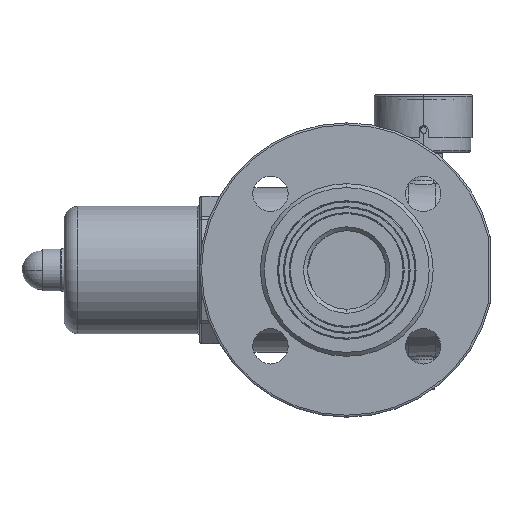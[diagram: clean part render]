
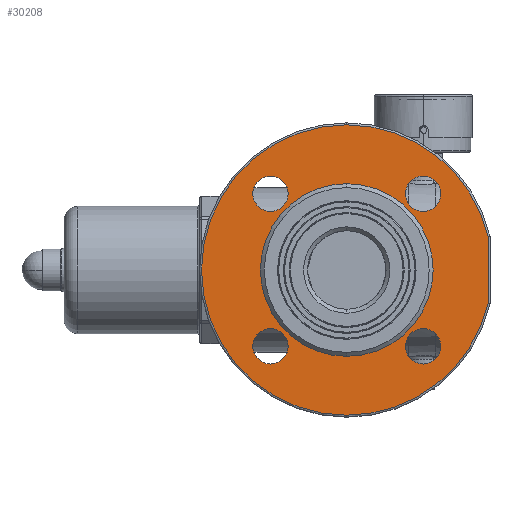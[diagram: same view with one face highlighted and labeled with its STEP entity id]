
A CAD part, left-side view. The second image highlights one B-rep face of the part: STEP entity #30208.
In plain terms, the highlighted planar face has unit normal (-1, 0, 0).
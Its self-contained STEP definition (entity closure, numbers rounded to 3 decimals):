
#1308 = DIRECTION ( 'NONE',  ( 0., 0., 1. ) ) ;
#1309 = DIRECTION ( 'NONE',  ( -1., 0., 0. ) ) ;
#1310 = CARTESIAN_POINT ( 'NONE',  ( -98., -38.891, -38.891 ) ) ;
#1311 = AXIS2_PLACEMENT_3D ( 'NONE', #1310, #1309, #1308 ) ;
#1315 = CIRCLE ( 'NONE', #1311, 9. ) ;
#3304 = CARTESIAN_POINT ( 'NONE',  ( -98., 0., -74. ) ) ;
#3868 = AXIS2_PLACEMENT_3D ( 'NONE', #3933, #3927, #3926 ) ;
#3889 = CIRCLE ( 'NONE', #3868, 74. ) ;
#3894 = CARTESIAN_POINT ( 'NONE',  ( -98., 0., 74. ) ) ;
#3926 = DIRECTION ( 'NONE',  ( 0., 0., 1. ) ) ;
#3927 = DIRECTION ( 'NONE',  ( -1., 0., 0. ) ) ;
#3928 = CARTESIAN_POINT ( 'NONE',  ( -98., 0., 44. ) ) ;
#3933 = CARTESIAN_POINT ( 'NONE',  ( -98., 0., 0. ) ) ;
#3951 = CARTESIAN_POINT ( 'NONE',  ( -98., 0., -44. ) ) ;
#26289 = EDGE_LOOP ( 'NONE', ( #30223, #30302 ) ) ;
#30203 = EDGE_CURVE ( 'NONE', #37025, #37016, #57715, .T. ) ;
#30204 = ORIENTED_EDGE ( 'NONE', *, *, #30229, .F. ) ;
#30208 = ADVANCED_FACE ( 'NONE', ( #57762, #57787, #57757, #57770, #57702, #57779 ), #57772, .F. ) ;
#30209 = ORIENTED_EDGE ( 'NONE', *, *, #63998, .F. ) ;
#30212 = EDGE_LOOP ( 'NONE', ( #30204, #30209 ) ) ;
#30223 = ORIENTED_EDGE ( 'NONE', *, *, #30297, .F. ) ;
#30229 = EDGE_CURVE ( 'NONE', #63621, #63709, #56949, .T. ) ;
#30274 = ORIENTED_EDGE ( 'NONE', *, *, #36571, .F. ) ;
#30275 = ORIENTED_EDGE ( 'NONE', *, *, #74253, .T. ) ;
#30279 = ORIENTED_EDGE ( 'NONE', *, *, #71194, .F. ) ;
#30282 = ORIENTED_EDGE ( 'NONE', *, *, #30284, .T. ) ;
#30284 = EDGE_CURVE ( 'NONE', #36986, #30313, #58306, .T. ) ;
#30287 = EDGE_CURVE ( 'NONE', #30313, #74270, #58350, .T. ) ;
#30293 = ORIENTED_EDGE ( 'NONE', *, *, #30287, .T. ) ;
#30297 = EDGE_CURVE ( 'NONE', #64587, #64337, #58420, .T. ) ;
#30299 = EDGE_LOOP ( 'NONE', ( #30319, #30274 ) ) ;
#30302 = ORIENTED_EDGE ( 'NONE', *, *, #64565, .F. ) ;
#30304 = EDGE_CURVE ( 'NONE', #64585, #64336, #58419, .T. ) ;
#30306 = EDGE_LOOP ( 'NONE', ( #30310, #30308 ) ) ;
#30308 = ORIENTED_EDGE ( 'NONE', *, *, #64861, .F. ) ;
#30310 = ORIENTED_EDGE ( 'NONE', *, *, #30304, .F. ) ;
#30311 = EDGE_LOOP ( 'NONE', ( #30312, #30279 ) ) ;
#30312 = ORIENTED_EDGE ( 'NONE', *, *, #30203, .F. ) ;
#30313 = VERTEX_POINT ( 'NONE', #58405 ) ;
#30315 = EDGE_LOOP ( 'NONE', ( #30275, #30321, #30282, #30293 ) ) ;
#30317 = EDGE_CURVE ( 'NONE', #64848, #64366, #58386, .T. ) ;
#30319 = ORIENTED_EDGE ( 'NONE', *, *, #30317, .F. ) ;
#30321 = ORIENTED_EDGE ( 'NONE', *, *, #37002, .T. ) ;
#36571 = EDGE_CURVE ( 'NONE', #64366, #64848, #1315, .T. ) ;
#36986 = VERTEX_POINT ( 'NONE', #3304 ) ;
#36998 = VERTEX_POINT ( 'NONE', #3894 ) ;
#37002 = EDGE_CURVE ( 'NONE', #36998, #36986, #3889, .T. ) ;
#37016 = VERTEX_POINT ( 'NONE', #3928 ) ;
#37025 = VERTEX_POINT ( 'NONE', #3951 ) ;
#38957 = CARTESIAN_POINT ( 'NONE',  ( -98., -38.891, 47.891 ) ) ;
#39020 = CARTESIAN_POINT ( 'NONE',  ( -98., -38.891, 29.891 ) ) ;
#39046 = DIRECTION ( 'NONE',  ( 0., 0., 1. ) ) ;
#39062 = CIRCLE ( 'NONE', #39106, 9. ) ;
#39076 = DIRECTION ( 'NONE',  ( -1., 0., 0. ) ) ;
#39077 = CARTESIAN_POINT ( 'NONE',  ( -98., -38.891, 38.891 ) ) ;
#39106 = AXIS2_PLACEMENT_3D ( 'NONE', #39077, #39076, #39046 ) ;
#39158 = CARTESIAN_POINT ( 'NONE',  ( -98., 38.891, -47.891 ) ) ;
#39191 = CARTESIAN_POINT ( 'NONE',  ( -98., 38.891, 29.891 ) ) ;
#39220 = CARTESIAN_POINT ( 'NONE',  ( -98., -38.891, -47.891 ) ) ;
#39230 = DIRECTION ( 'NONE',  ( 0., 0., 1. ) ) ;
#39231 = DIRECTION ( 'NONE',  ( -1., 0., 0. ) ) ;
#39232 = CARTESIAN_POINT ( 'NONE',  ( -98., 38.891, 38.891 ) ) ;
#39236 = AXIS2_PLACEMENT_3D ( 'NONE', #39232, #39231, #39230 ) ;
#39244 = CIRCLE ( 'NONE', #39236, 9. ) ;
#39310 = CARTESIAN_POINT ( 'NONE',  ( -98., 38.891, 47.891 ) ) ;
#39315 = CARTESIAN_POINT ( 'NONE',  ( -98., 38.891, -29.891 ) ) ;
#39384 = DIRECTION ( 'NONE',  ( 0., 0., 1. ) ) ;
#39385 = DIRECTION ( 'NONE',  ( -1., 0., 0. ) ) ;
#39386 = AXIS2_PLACEMENT_3D ( 'NONE', #39400, #39385, #39384 ) ;
#39388 = CIRCLE ( 'NONE', #39386, 9. ) ;
#39394 = CARTESIAN_POINT ( 'NONE',  ( -98., -38.891, -29.891 ) ) ;
#39400 = CARTESIAN_POINT ( 'NONE',  ( -98., 38.891, -38.891 ) ) ;
#56883 = DIRECTION ( 'NONE',  ( 0., 0., 1. ) ) ;
#56884 = DIRECTION ( 'NONE',  ( -1., 0., 0. ) ) ;
#56886 = CARTESIAN_POINT ( 'NONE',  ( -98., -38.891, 38.891 ) ) ;
#56901 = AXIS2_PLACEMENT_3D ( 'NONE', #56886, #56884, #56883 ) ;
#56949 = CIRCLE ( 'NONE', #56901, 9. ) ;
#57590 = CARTESIAN_POINT ( 'NONE',  ( -98., 0., 0. ) ) ;
#57702 = FACE_BOUND ( 'NONE', #30311, .T. ) ;
#57715 = CIRCLE ( 'NONE', #57761, 44. ) ;
#57757 = FACE_BOUND ( 'NONE', #30306, .T. ) ;
#57758 = DIRECTION ( 'NONE',  ( 0., 0., 1. ) ) ;
#57759 = DIRECTION ( 'NONE',  ( -1., 0., 0. ) ) ;
#57761 = AXIS2_PLACEMENT_3D ( 'NONE', #57590, #57759, #57758 ) ;
#57762 = FACE_BOUND ( 'NONE', #30212, .T. ) ;
#57768 = AXIS2_PLACEMENT_3D ( 'NONE', #57833, #57831, #57829 ) ;
#57770 = FACE_BOUND ( 'NONE', #30299, .T. ) ;
#57772 = PLANE ( 'NONE',  #57768 ) ;
#57779 = FACE_OUTER_BOUND ( 'NONE', #30315, .T. ) ;
#57787 = FACE_BOUND ( 'NONE', #26289, .T. ) ;
#57829 = DIRECTION ( 'NONE',  ( 0., 0., -1. ) ) ;
#57831 = DIRECTION ( 'NONE',  ( 1., 0., 0. ) ) ;
#57833 = CARTESIAN_POINT ( 'NONE',  ( -98., 44., 0. ) ) ;
#58305 = CARTESIAN_POINT ( 'NONE',  ( -98., 0., 0. ) ) ;
#58306 = CIRCLE ( 'NONE', #58430, 74. ) ;
#58308 = CARTESIAN_POINT ( 'NONE',  ( -98., 38.891, -38.891 ) ) ;
#58349 = CARTESIAN_POINT ( 'NONE',  ( -98., -72., 0. ) ) ;
#58350 = LINE ( 'NONE', #58349, #58422 ) ;
#58378 = DIRECTION ( 'NONE',  ( 0., 0., 1. ) ) ;
#58380 = DIRECTION ( 'NONE',  ( -1., 0., 0. ) ) ;
#58382 = CARTESIAN_POINT ( 'NONE',  ( -98., -38.891, -38.891 ) ) ;
#58384 = AXIS2_PLACEMENT_3D ( 'NONE', #58382, #58380, #58378 ) ;
#58386 = CIRCLE ( 'NONE', #58384, 9. ) ;
#58393 = DIRECTION ( 'NONE',  ( 0., 0., 1. ) ) ;
#58396 = DIRECTION ( 'NONE',  ( -1., 0., 0. ) ) ;
#58398 = AXIS2_PLACEMENT_3D ( 'NONE', #58308, #58396, #58393 ) ;
#58405 = CARTESIAN_POINT ( 'NONE',  ( -98., -72., -17.088 ) ) ;
#58407 = DIRECTION ( 'NONE',  ( 0., 0., 1. ) ) ;
#58409 = DIRECTION ( 'NONE',  ( -1., 0., 0. ) ) ;
#58410 = CARTESIAN_POINT ( 'NONE',  ( -98., 38.891, 38.891 ) ) ;
#58411 = AXIS2_PLACEMENT_3D ( 'NONE', #58410, #58409, #58407 ) ;
#58419 = CIRCLE ( 'NONE', #58398, 9. ) ;
#58420 = CIRCLE ( 'NONE', #58411, 9. ) ;
#58421 = DIRECTION ( 'NONE',  ( 0., 0., 1. ) ) ;
#58422 = VECTOR ( 'NONE', #58421, 1000. ) ;
#58427 = DIRECTION ( 'NONE',  ( 0., 0., 1. ) ) ;
#58429 = DIRECTION ( 'NONE',  ( -1., 0., 0. ) ) ;
#58430 = AXIS2_PLACEMENT_3D ( 'NONE', #58305, #58429, #58427 ) ;
#60260 = CIRCLE ( 'NONE', #60409, 44. ) ;
#60390 = DIRECTION ( 'NONE',  ( 0., 0., 1. ) ) ;
#60392 = DIRECTION ( 'NONE',  ( -1., 0., 0. ) ) ;
#60408 = CARTESIAN_POINT ( 'NONE',  ( -98., 0., 0. ) ) ;
#60409 = AXIS2_PLACEMENT_3D ( 'NONE', #60408, #60392, #60390 ) ;
#63175 = AXIS2_PLACEMENT_3D ( 'NONE', #63189, #63297, #63296 ) ;
#63189 = CARTESIAN_POINT ( 'NONE',  ( -98., 0., 0. ) ) ;
#63198 = CIRCLE ( 'NONE', #63175, 74. ) ;
#63239 = CARTESIAN_POINT ( 'NONE',  ( -98., -72., 17.088 ) ) ;
#63296 = DIRECTION ( 'NONE',  ( 0., 0., 1. ) ) ;
#63297 = DIRECTION ( 'NONE',  ( -1., 0., 0. ) ) ;
#63621 = VERTEX_POINT ( 'NONE', #38957 ) ;
#63709 = VERTEX_POINT ( 'NONE', #39020 ) ;
#63998 = EDGE_CURVE ( 'NONE', #63709, #63621, #39062, .T. ) ;
#64336 = VERTEX_POINT ( 'NONE', #39158 ) ;
#64337 = VERTEX_POINT ( 'NONE', #39191 ) ;
#64366 = VERTEX_POINT ( 'NONE', #39220 ) ;
#64565 = EDGE_CURVE ( 'NONE', #64337, #64587, #39244, .T. ) ;
#64585 = VERTEX_POINT ( 'NONE', #39315 ) ;
#64587 = VERTEX_POINT ( 'NONE', #39310 ) ;
#64848 = VERTEX_POINT ( 'NONE', #39394 ) ;
#64861 = EDGE_CURVE ( 'NONE', #64336, #64585, #39388, .T. ) ;
#71194 = EDGE_CURVE ( 'NONE', #37016, #37025, #60260, .T. ) ;
#74253 = EDGE_CURVE ( 'NONE', #74270, #36998, #63198, .T. ) ;
#74270 = VERTEX_POINT ( 'NONE', #63239 ) ;
